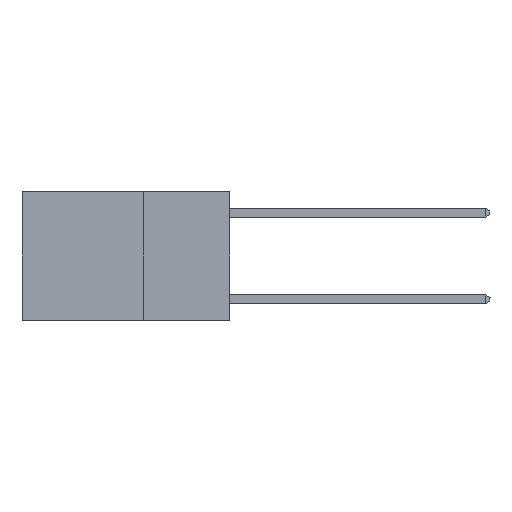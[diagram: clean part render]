
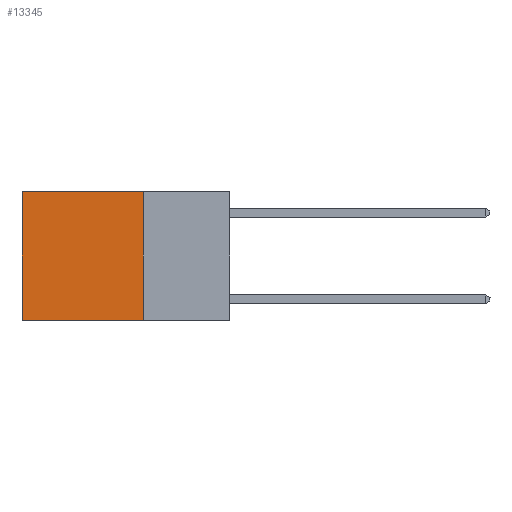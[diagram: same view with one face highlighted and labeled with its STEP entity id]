
A CAD part, left-side view. The second image highlights one B-rep face of the part: STEP entity #13345.
In plain terms, the highlighted planar face has unit normal (-1, 0, 0).
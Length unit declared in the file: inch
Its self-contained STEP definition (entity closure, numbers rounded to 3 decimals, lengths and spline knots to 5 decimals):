
#32 = CARTESIAN_POINT ( 'NONE',  ( 0.2625, 0.25, 0. ) ) ;
#1178 = ORIENTED_EDGE ( 'NONE', *, *, #21556, .T. ) ;
#1269 = VECTOR ( 'NONE', #1933, 39.37008 ) ;
#1933 = DIRECTION ( 'NONE',  ( 0., 1., 0. ) ) ;
#2372 = VECTOR ( 'NONE', #12350, 39.37008 ) ;
#3250 = ORIENTED_EDGE ( 'NONE', *, *, #7439, .T. ) ;
#5978 = LINE ( 'NONE', #17902, #1269 ) ;
#6260 = VERTEX_POINT ( 'NONE', #13937 ) ;
#6503 = FACE_OUTER_BOUND ( 'NONE', #16874, .T. ) ;
#6974 = CARTESIAN_POINT ( 'NONE',  ( 0.2625, 0.25, 0. ) ) ;
#7059 = LINE ( 'NONE', #19423, #2372 ) ;
#7439 = EDGE_CURVE ( 'NONE', #20134, #14601, #17208, .T. ) ;
#7716 = ORIENTED_EDGE ( 'NONE', *, *, #22267, .F. ) ;
#9833 = CARTESIAN_POINT ( 'NONE',  ( 0.2625, 0.25, 0. ) ) ;
#11799 = LINE ( 'NONE', #9833, #19604 ) ;
#12144 = DIRECTION ( 'NONE',  ( 0., 0., -1. ) ) ;
#12350 = DIRECTION ( 'NONE',  ( 0., 0., -1. ) ) ;
#12487 = VECTOR ( 'NONE', #19614, 39.37008 ) ;
#13345 = ADVANCED_FACE ( 'NONE', ( #6503 ), #15684, .F. ) ;
#13503 = DIRECTION ( 'NONE',  ( 0., 0., -1. ) ) ;
#13937 = CARTESIAN_POINT ( 'NONE',  ( 0.2625, 0.25, -0.37 ) ) ;
#14601 = VERTEX_POINT ( 'NONE', #19744 ) ;
#15684 = PLANE ( 'NONE',  #22195 ) ;
#16084 = VERTEX_POINT ( 'NONE', #17435 ) ;
#16874 = EDGE_LOOP ( 'NONE', ( #1178, #18221, #7716, #3250 ) ) ;
#17208 = LINE ( 'NONE', #32, #12487 ) ;
#17435 = CARTESIAN_POINT ( 'NONE',  ( 0.2625, 0.6, -0.37 ) ) ;
#17902 = CARTESIAN_POINT ( 'NONE',  ( 0.2625, 0.25, -0.37 ) ) ;
#18221 = ORIENTED_EDGE ( 'NONE', *, *, #20994, .F. ) ;
#19423 = CARTESIAN_POINT ( 'NONE',  ( 0.2625, 0.6, 0. ) ) ;
#19604 = VECTOR ( 'NONE', #13503, 39.37008 ) ;
#19614 = DIRECTION ( 'NONE',  ( 0., 1., 0. ) ) ;
#19744 = CARTESIAN_POINT ( 'NONE',  ( 0.2625, 0.6, 0. ) ) ;
#20134 = VERTEX_POINT ( 'NONE', #6974 ) ;
#20909 = CARTESIAN_POINT ( 'NONE',  ( 0.2625, 0.25, 0. ) ) ;
#20994 = EDGE_CURVE ( 'NONE', #6260, #16084, #5978, .T. ) ;
#21556 = EDGE_CURVE ( 'NONE', #14601, #16084, #7059, .T. ) ;
#22195 = AXIS2_PLACEMENT_3D ( 'NONE', #20909, #22574, #12144 ) ;
#22267 = EDGE_CURVE ( 'NONE', #20134, #6260, #11799, .T. ) ;
#22574 = DIRECTION ( 'NONE',  ( 1., 0., 0. ) ) ;
